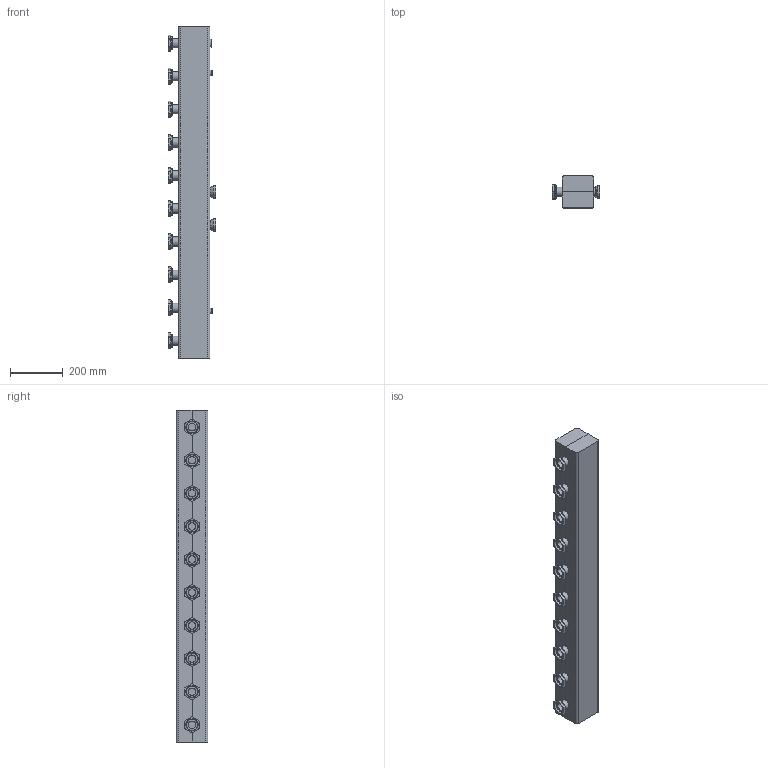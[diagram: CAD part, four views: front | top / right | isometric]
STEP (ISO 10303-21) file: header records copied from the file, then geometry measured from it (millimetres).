
FILE_DESCRIPTION(/* description */ (''),/* implementation_level */ '2;1');
FILE_NAME(/* name */ 'C70 5F DN25.stp',/* time_stamp */ '2015-09-28T21:02:33+02:00',/* author */ ('ARTUR'),/* organization */ (''),/* preprocessor_version */ 'ST-DEVELOPER v15.6',/* originating_system */ 'Autodesk Inventor 2015',/* authorisation */ '');
FILE_SCHEMA (('CONFIG_CONTROL_DESIGN'));
Length unit declared in the file: millimetre
Products named in the file (5): C705F-01.00; C705F-02.00; nakrętka GW 1 1_2; C705F-02.00_MIR; C70 5F DN25
Bounding box: 180 x 120 x 1255 mm (x, y, z)
Volume: 18013207.6 mm3; surface area: 1638558.6 mm2
Topology: 13 solids, 13 shells, 464 faces, 1056 edges, 670 vertices
Faces by surface type: plane 250, cylinder 164, torus 32, cone 18
Full cylindrical faces by diameter (mm): 8 x2, 20 x2, 25 x2, 28 x12, 30 x2, 33 x2, 35 x10, 36 x10, 45 x10, 47 x2, 51 x10
Entity records: 6069 total; most frequent: DIRECTION 1108, CARTESIAN_POINT 985, ORIENTED_EDGE 856, AXIS2_PLACEMENT_3D 441, EDGE_CURVE 428, EDGE_LOOP 326, VERTEX_POINT 318, LINE 226
